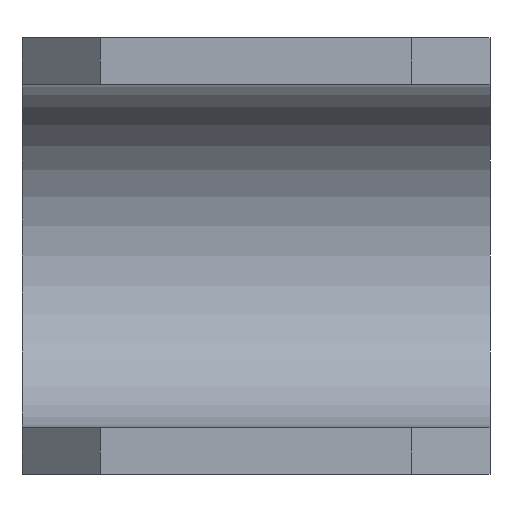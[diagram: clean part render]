
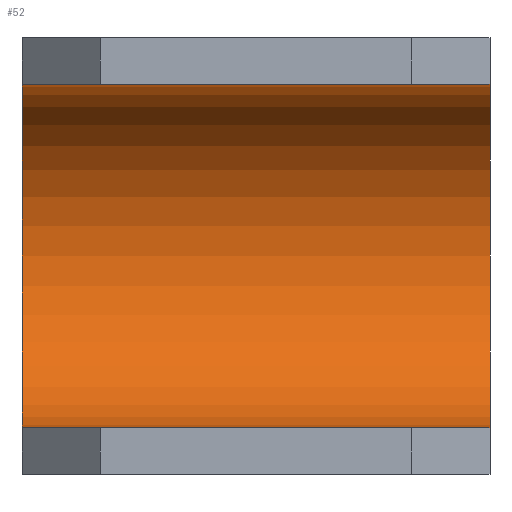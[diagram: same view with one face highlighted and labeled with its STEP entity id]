
A CAD part, front view. The second image highlights one B-rep face of the part: STEP entity #52.
In plain terms, the highlighted cylindrical face has radius 22 mm (diameter 44 mm), a partial arc.
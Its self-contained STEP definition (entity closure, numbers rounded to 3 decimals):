
#9 = CYLINDRICAL_SURFACE ( 'NONE', #661, 22. ) ;
#19 = ORIENTED_EDGE ( 'NONE', *, *, #173, .F. ) ;
#48 = VECTOR ( 'NONE', #575, 1000. ) ;
#52 = ADVANCED_FACE ( 'NONE', ( #280 ), #9, .F. ) ;
#62 = DIRECTION ( 'NONE',  ( 1., 0., 0. ) ) ;
#73 = CIRCLE ( 'NONE', #682, 22. ) ;
#92 = CARTESIAN_POINT ( 'NONE',  ( 30., 0., -22. ) ) ;
#125 = AXIS2_PLACEMENT_3D ( 'NONE', #269, #445, #148 ) ;
#131 = CARTESIAN_POINT ( 'NONE',  ( 30., 0., -22. ) ) ;
#137 = CARTESIAN_POINT ( 'NONE',  ( -30., 0., -22. ) ) ;
#142 = DIRECTION ( 'NONE',  ( -1., 0., 0. ) ) ;
#148 = DIRECTION ( 'NONE',  ( 0., 0., -1. ) ) ;
#172 = CARTESIAN_POINT ( 'NONE',  ( 30., 0., 0. ) ) ;
#173 = EDGE_CURVE ( 'NONE', #389, #486, #428, .T. ) ;
#174 = VERTEX_POINT ( 'NONE', #419 ) ;
#191 = DIRECTION ( 'NONE',  ( 0., 0., 1. ) ) ;
#219 = LINE ( 'NONE', #334, #48 ) ;
#269 = CARTESIAN_POINT ( 'NONE',  ( 30., 0., 0. ) ) ;
#280 = FACE_OUTER_BOUND ( 'NONE', #579, .T. ) ;
#295 = ORIENTED_EDGE ( 'NONE', *, *, #366, .T. ) ;
#309 = DIRECTION ( 'NONE',  ( -1., 0., 0. ) ) ;
#334 = CARTESIAN_POINT ( 'NONE',  ( 30., 0., 22. ) ) ;
#366 = EDGE_CURVE ( 'NONE', #631, #174, #219, .T. ) ;
#374 = ORIENTED_EDGE ( 'NONE', *, *, #645, .T. ) ;
#379 = EDGE_CURVE ( 'NONE', #486, #174, #73, .T. ) ;
#389 = VERTEX_POINT ( 'NONE', #131 ) ;
#390 = CIRCLE ( 'NONE', #125, 22. ) ;
#419 = CARTESIAN_POINT ( 'NONE',  ( -30., 0., 22. ) ) ;
#422 = VECTOR ( 'NONE', #309, 1000. ) ;
#428 = LINE ( 'NONE', #92, #422 ) ;
#431 = ORIENTED_EDGE ( 'NONE', *, *, #379, .F. ) ;
#445 = DIRECTION ( 'NONE',  ( 1., 0., 0. ) ) ;
#486 = VERTEX_POINT ( 'NONE', #137 ) ;
#513 = CARTESIAN_POINT ( 'NONE',  ( -30., 0., 0. ) ) ;
#549 = CARTESIAN_POINT ( 'NONE',  ( 30., 0., 22. ) ) ;
#575 = DIRECTION ( 'NONE',  ( -1., 0., 0. ) ) ;
#579 = EDGE_LOOP ( 'NONE', ( #431, #19, #374, #295 ) ) ;
#631 = VERTEX_POINT ( 'NONE', #549 ) ;
#645 = EDGE_CURVE ( 'NONE', #389, #631, #390, .T. ) ;
#661 = AXIS2_PLACEMENT_3D ( 'NONE', #172, #142, #191 ) ;
#672 = DIRECTION ( 'NONE',  ( 0., 0., -1. ) ) ;
#682 = AXIS2_PLACEMENT_3D ( 'NONE', #513, #62, #672 ) ;
